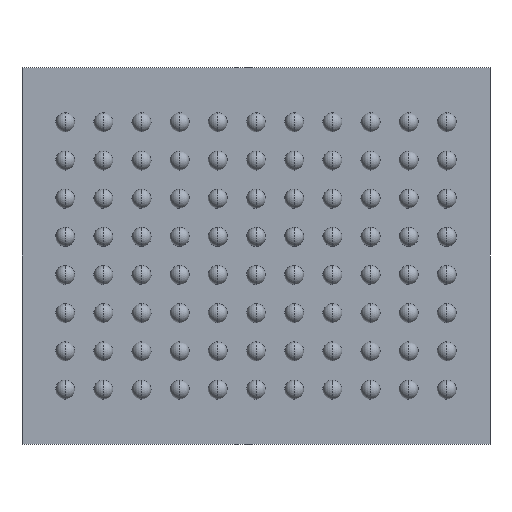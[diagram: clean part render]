
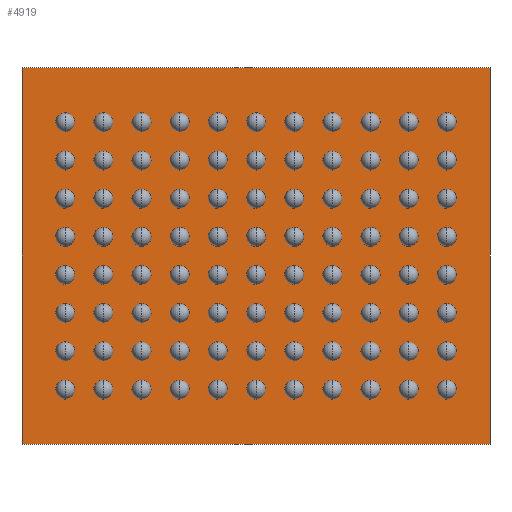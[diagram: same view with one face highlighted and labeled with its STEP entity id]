
A CAD part, front view. The second image highlights one B-rep face of the part: STEP entity #4919.
In plain terms, the highlighted planar face has unit normal (0, -1, 0).
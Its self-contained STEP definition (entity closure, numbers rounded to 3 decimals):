
#4772 = CARTESIAN_POINT ( 'NONE',  ( -3.065, 0.2, 2.465 ) ) ;
#4773 = VERTEX_POINT ( 'NONE', #4772 ) ;
#4774 = CARTESIAN_POINT ( 'NONE',  ( 3.065, 0.2, 2.465 ) ) ;
#4775 = VERTEX_POINT ( 'NONE', #4774 ) ;
#4776 = CARTESIAN_POINT ( 'NONE',  ( -3.065, 0.2, 2.465 ) ) ;
#4777 = DIRECTION ( 'NONE',  ( 1., 0., 0. ) ) ;
#4778 = VECTOR ( 'NONE', #4777, 1000. ) ;
#4779 = LINE ( 'NONE', #4776, #4778 ) ;
#4780 = EDGE_CURVE ( 'NONE', #4773, #4775, #4779, .T. ) ;
#4812 = CARTESIAN_POINT ( 'NONE',  ( 3.065, 0.2, -2.465 ) ) ;
#4813 = VERTEX_POINT ( 'NONE', #4812 ) ;
#4814 = CARTESIAN_POINT ( 'NONE',  ( 3.065, 0.2, -2.465 ) ) ;
#4815 = DIRECTION ( 'NONE',  ( 0., 0., -1. ) ) ;
#4816 = VECTOR ( 'NONE', #4815, 1000. ) ;
#4817 = LINE ( 'NONE', #4814, #4816 ) ;
#4818 = EDGE_CURVE ( 'NONE', #4775, #4813, #4817, .T. ) ;
#4843 = CARTESIAN_POINT ( 'NONE',  ( -3.065, 0.2, -2.465 ) ) ;
#4844 = VERTEX_POINT ( 'NONE', #4843 ) ;
#4845 = CARTESIAN_POINT ( 'NONE',  ( -3.065, 0.2, -2.465 ) ) ;
#4846 = DIRECTION ( 'NONE',  ( -1., 0., 0. ) ) ;
#4847 = VECTOR ( 'NONE', #4846, 1000. ) ;
#4848 = LINE ( 'NONE', #4845, #4847 ) ;
#4849 = EDGE_CURVE ( 'NONE', #4813, #4844, #4848, .T. ) ;
#4874 = CARTESIAN_POINT ( 'NONE',  ( -3.065, 0.2, -2.465 ) ) ;
#4875 = DIRECTION ( 'NONE',  ( 0., 0., 1. ) ) ;
#4876 = VECTOR ( 'NONE', #4875, 1000. ) ;
#4877 = LINE ( 'NONE', #4874, #4876 ) ;
#4878 = EDGE_CURVE ( 'NONE', #4844, #4773, #4877, .T. ) ;
#4908 = ORIENTED_EDGE ( 'NONE', *, *, #4780, .F. ) ;
#4909 = ORIENTED_EDGE ( 'NONE', *, *, #4878, .F. ) ;
#4910 = ORIENTED_EDGE ( 'NONE', *, *, #4849, .F. ) ;
#4911 = ORIENTED_EDGE ( 'NONE', *, *, #4818, .F. ) ;
#4912 = EDGE_LOOP ( 'NONE', ( #4908, #4909, #4910, #4911 ) ) ;
#4913 = FACE_OUTER_BOUND ( 'NONE', #4912, .T. ) ;
#4914 = CARTESIAN_POINT ( 'NONE',  ( 0., 0.2, 0. ) ) ;
#4915 = DIRECTION ( 'NONE',  ( 0., -1., 0. ) ) ;
#4916 = DIRECTION ( 'NONE',  ( 1., 0., 0. ) ) ;
#4917 = AXIS2_PLACEMENT_3D ( 'NONE', #4914, #4915, #4916 ) ;
#4918 = PLANE ( 'NONE', #4917 ) ;
#4919 = ADVANCED_FACE ( 'NONE', ( #4913 ), #4918, .T. ) ;
